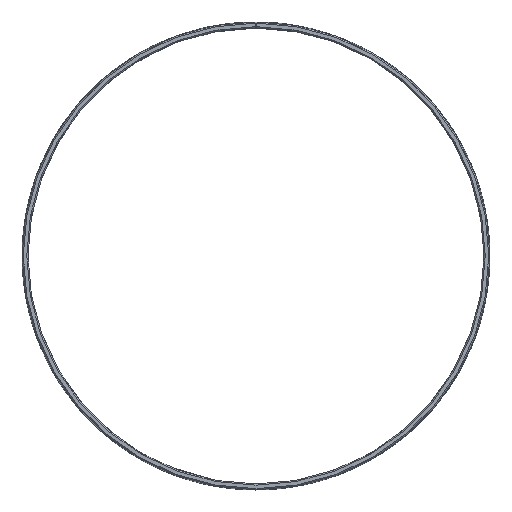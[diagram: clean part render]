
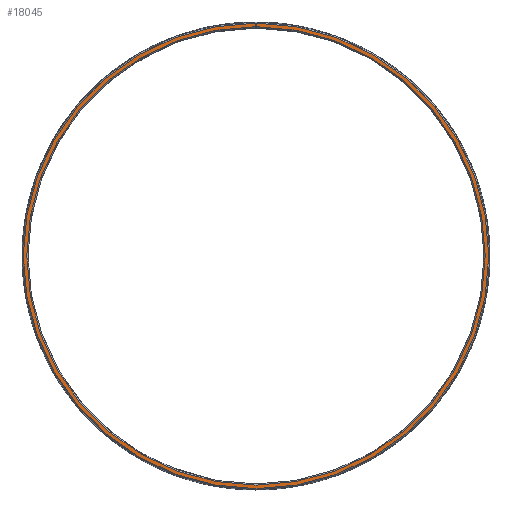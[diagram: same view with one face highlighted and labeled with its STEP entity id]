
A CAD part, top view. The second image highlights one B-rep face of the part: STEP entity #18045.
In plain terms, the highlighted planar face has unit normal (0, 0, 1).
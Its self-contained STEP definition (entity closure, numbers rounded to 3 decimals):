
#1012 = CARTESIAN_POINT ( 'NONE',  ( -0.251, 195.25, 98. ) ) ;
#1125 = PLANE ( 'NONE',  #31138 ) ;
#1290 = CIRCLE ( 'NONE', #21760, 195.25 ) ;
#1310 = CIRCLE ( 'NONE', #38046, 195.25 ) ;
#2361 = ORIENTED_EDGE ( 'NONE', *, *, #5414, .T. ) ;
#3319 = CARTESIAN_POINT ( 'NONE',  ( 0., 0., 98. ) ) ;
#4458 = FACE_OUTER_BOUND ( 'NONE', #30755, .T. ) ;
#5110 = EDGE_CURVE ( 'NONE', #23614, #41474, #1290, .T. ) ;
#5117 = CARTESIAN_POINT ( 'NONE',  ( -0.25, 194.25, 98. ) ) ;
#5414 = EDGE_CURVE ( 'NONE', #43289, #30859, #35932, .T. ) ;
#6065 = CARTESIAN_POINT ( 'NONE',  ( 0., 0., 98. ) ) ;
#6940 = CARTESIAN_POINT ( 'NONE',  ( 0., 0., 98. ) ) ;
#6998 = AXIS2_PLACEMENT_3D ( 'NONE', #3319, #34316, #23912 ) ;
#8009 = CARTESIAN_POINT ( 'NONE',  ( 0., 0., 98. ) ) ;
#8330 = DIRECTION ( 'NONE',  ( -0.001, -1., 0. ) ) ;
#8446 = DIRECTION ( 'NONE',  ( 0., 0., 1. ) ) ;
#10206 = EDGE_CURVE ( 'NONE', #42730, #23614, #30013, .T. ) ;
#10270 = DIRECTION ( 'NONE',  ( 0., 0., -1. ) ) ;
#14222 = DIRECTION ( 'NONE',  ( 0., 0., 1. ) ) ;
#15610 = ORIENTED_EDGE ( 'NONE', *, *, #10206, .T. ) ;
#16368 = ORIENTED_EDGE ( 'NONE', *, *, #42593, .T. ) ;
#16609 = VERTEX_POINT ( 'NONE', #1012 ) ;
#16864 = DIRECTION ( 'NONE',  ( -1., 0., 0. ) ) ;
#16890 = VERTEX_POINT ( 'NONE', #24411 ) ;
#17952 = DIRECTION ( 'NONE',  ( 0., 0., -1. ) ) ;
#18045 = ADVANCED_FACE ( 'NONE', ( #4458 ), #1125, .F. ) ;
#19432 = CARTESIAN_POINT ( 'NONE',  ( -0.255, 198.25, 98. ) ) ;
#19982 = VECTOR ( 'NONE', #8330, 1000. ) ;
#20188 = VERTEX_POINT ( 'NONE', #34838 ) ;
#20556 = CIRCLE ( 'NONE', #22701, 198.25 ) ;
#21760 = AXIS2_PLACEMENT_3D ( 'NONE', #25272, #38780, #35022 ) ;
#21923 = LINE ( 'NONE', #5117, #36973 ) ;
#22566 = DIRECTION ( 'NONE',  ( 0.001, -1., 0. ) ) ;
#22701 = AXIS2_PLACEMENT_3D ( 'NONE', #41431, #8446, #34778 ) ;
#23614 = VERTEX_POINT ( 'NONE', #40053 ) ;
#23912 = DIRECTION ( 'NONE',  ( -1., 0., 0. ) ) ;
#24155 = ORIENTED_EDGE ( 'NONE', *, *, #33668, .T. ) ;
#24371 = DIRECTION ( 'NONE',  ( -1., 0., 0. ) ) ;
#24411 = CARTESIAN_POINT ( 'NONE',  ( 198.25, 0., 98. ) ) ;
#25243 = CARTESIAN_POINT ( 'NONE',  ( -198.25, 0., 98. ) ) ;
#25272 = CARTESIAN_POINT ( 'NONE',  ( 0., 0., 98. ) ) ;
#25562 = LINE ( 'NONE', #38199, #19982 ) ;
#26541 = CARTESIAN_POINT ( 'NONE',  ( 0.251, 195.25, 98. ) ) ;
#27069 = DIRECTION ( 'NONE',  ( -1., 0., 0. ) ) ;
#28851 = EDGE_CURVE ( 'NONE', #20188, #42730, #25562, .T. ) ;
#28854 = CIRCLE ( 'NONE', #40867, 198.25 ) ;
#28920 = DIRECTION ( 'NONE',  ( 0., 0., -1. ) ) ;
#29359 = EDGE_CURVE ( 'NONE', #43289, #16609, #21923, .T. ) ;
#30013 = CIRCLE ( 'NONE', #34977, 195.25 ) ;
#30303 = ORIENTED_EDGE ( 'NONE', *, *, #5110, .T. ) ;
#30755 = EDGE_LOOP ( 'NONE', ( #33909, #15610, #30303, #41933, #38231, #2361, #16368, #24155 ) ) ;
#30859 = VERTEX_POINT ( 'NONE', #25243 ) ;
#31138 = AXIS2_PLACEMENT_3D ( 'NONE', #8009, #17952, #24371 ) ;
#32226 = CARTESIAN_POINT ( 'NONE',  ( 0., 0., 98. ) ) ;
#33668 = EDGE_CURVE ( 'NONE', #16890, #20188, #28854, .T. ) ;
#33909 = ORIENTED_EDGE ( 'NONE', *, *, #28851, .T. ) ;
#34316 = DIRECTION ( 'NONE',  ( 0., 0., 1. ) ) ;
#34548 = CARTESIAN_POINT ( 'NONE',  ( -195.25, 0., 98. ) ) ;
#34778 = DIRECTION ( 'NONE',  ( -1., 0., 0. ) ) ;
#34838 = CARTESIAN_POINT ( 'NONE',  ( 0.255, 198.25, 98. ) ) ;
#34977 = AXIS2_PLACEMENT_3D ( 'NONE', #32226, #28920, #39321 ) ;
#35022 = DIRECTION ( 'NONE',  ( -1., 0., 0. ) ) ;
#35932 = CIRCLE ( 'NONE', #6998, 198.25 ) ;
#36337 = EDGE_CURVE ( 'NONE', #41474, #16609, #1310, .T. ) ;
#36973 = VECTOR ( 'NONE', #22566, 1000. ) ;
#38046 = AXIS2_PLACEMENT_3D ( 'NONE', #6065, #10270, #27069 ) ;
#38199 = CARTESIAN_POINT ( 'NONE',  ( 0.25, 194.25, 98. ) ) ;
#38231 = ORIENTED_EDGE ( 'NONE', *, *, #29359, .F. ) ;
#38780 = DIRECTION ( 'NONE',  ( 0., 0., -1. ) ) ;
#39321 = DIRECTION ( 'NONE',  ( -1., 0., 0. ) ) ;
#40053 = CARTESIAN_POINT ( 'NONE',  ( 195.25, 0., 98. ) ) ;
#40867 = AXIS2_PLACEMENT_3D ( 'NONE', #6940, #14222, #16864 ) ;
#41431 = CARTESIAN_POINT ( 'NONE',  ( 0., 0., 98. ) ) ;
#41474 = VERTEX_POINT ( 'NONE', #34548 ) ;
#41933 = ORIENTED_EDGE ( 'NONE', *, *, #36337, .T. ) ;
#42593 = EDGE_CURVE ( 'NONE', #30859, #16890, #20556, .T. ) ;
#42730 = VERTEX_POINT ( 'NONE', #26541 ) ;
#43289 = VERTEX_POINT ( 'NONE', #19432 ) ;
